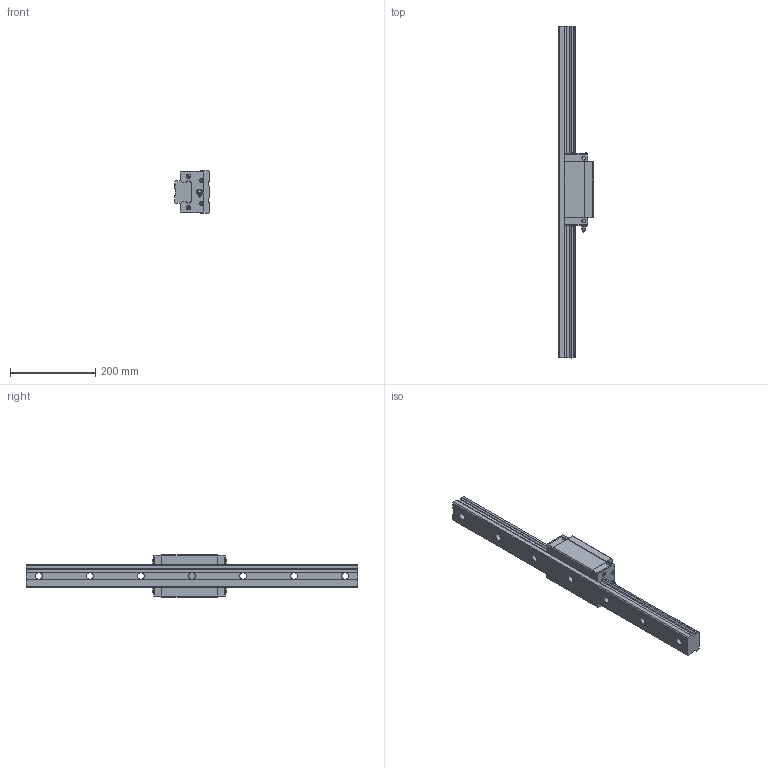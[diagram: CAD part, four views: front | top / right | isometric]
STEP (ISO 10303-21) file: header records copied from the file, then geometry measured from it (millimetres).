
FILE_DESCRIPTION (( 'STEP AP203' ), '1' );
FILE_NAME ('SBI 55 SL.STEP', '2015-01-08T06:04:30', ( 'john' ), ( '' ), 'SwSTEP 2.0', 'SolidWorks 2013', '' );
FILE_SCHEMA (( 'CONFIG_CONTROL_DESIGN' ));
Length unit declared in the file: millimetre
Products named in the file (6): DEFAULT_2; 4N; DEFAULT_3; SBI 55 SL; DEFAULT_1; DEFAULT_4
Assembly tree (7 placements, depth 2):
  SBI 55 SL
    DEFAULT_1
    DEFAULT_2
    DEFAULT_3  x2
    DEFAULT_4  x2
    4N
Bounding box: 80 x 780 x 100 mm (x, y, z)
Volume: 2229936.6 mm3; surface area: 278385.1 mm2
Topology: 7 solids, 7 shells, 500 faces, 1341 edges, 888 vertices
Faces by surface type: plane 299, cylinder 171, cone 17, bspline 8, sphere 3, torus 2
Full cylindrical faces by diameter (mm): 4.2 x4, 5.5 x4, 8.7 x4, 9.5 x8, 9.828 x1, 10 x5, 10.106 x4, 10.4 x2, 14 x4, 16 x7, 23 x7
Entity records: 11510 total; most frequent: CARTESIAN_POINT 2387, DIRECTION 1755, ORIENTED_EDGE 1702, EDGE_CURVE 851, AXIS2_PLACEMENT_3D 603, VERTEX_POINT 589, VECTOR 549, LINE 549
